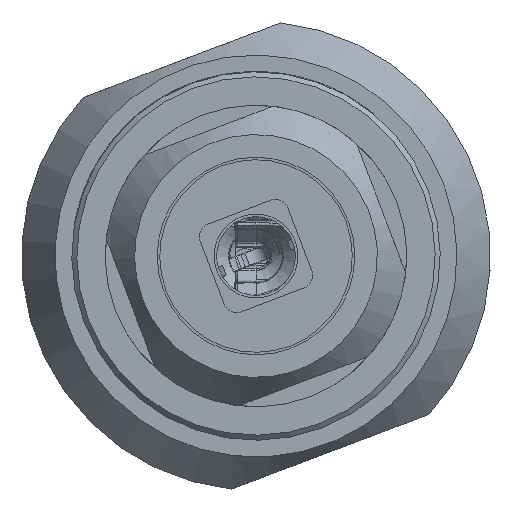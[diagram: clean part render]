
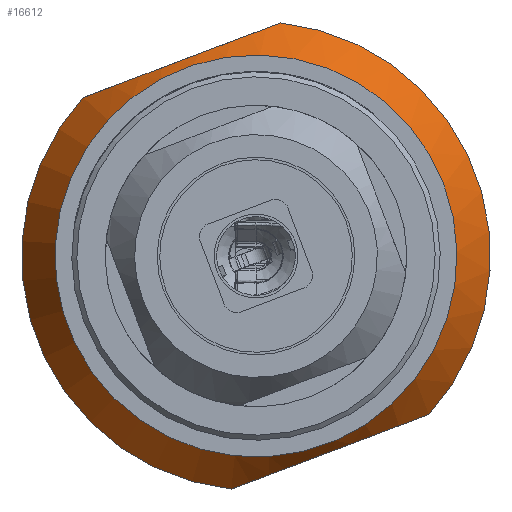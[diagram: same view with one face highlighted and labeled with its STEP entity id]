
A CAD part, front view. The second image highlights one B-rep face of the part: STEP entity #16612.
In plain terms, the highlighted conical face has half-angle 30 degrees and reference radius 14 mm.
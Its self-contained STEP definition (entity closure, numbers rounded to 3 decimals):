
#985 = EDGE_CURVE ( 'NONE', #61607, #35609, #39830, .T. ) ;
#1591 = CARTESIAN_POINT ( 'NONE',  ( -12.5, 14.132, -3.881 ) ) ;
#2020 = CARTESIAN_POINT ( 'NONE',  ( -12.5, 12.536, 6.305 ) ) ;
#3270 = CARTESIAN_POINT ( 'NONE',  ( -12.5, 14.8, -2.274 ) ) ;
#4197 = CARTESIAN_POINT ( 'NONE',  ( 0., 16., 0. ) ) ;
#4994 = CARTESIAN_POINT ( 'NONE',  ( 12.5, 13.229, -5.378 ) ) ;
#8779 = CARTESIAN_POINT ( 'NONE',  ( -12.5, 14.598, 2.844 ) ) ;
#11774 = CARTESIAN_POINT ( 'NONE',  ( 12.5, 13.224, 5.384 ) ) ;
#12178 = CARTESIAN_POINT ( 'NONE',  ( 12.5, 14.598, 2.844 ) ) ;
#12504 = FACE_OUTER_BOUND ( 'NONE', #15835, .T. ) ;
#12590 = CARTESIAN_POINT ( 'NONE',  ( 12.5, 15.135, -0.561 ) ) ;
#13039 = CIRCLE ( 'NONE', #50903, 14. ) ;
#13530 = ORIENTED_EDGE ( 'NONE', *, *, #985, .F. ) ;
#15835 = EDGE_LOOP ( 'NONE', ( #53727, #51976, #13530, #81115 ) ) ;
#15970 = CARTESIAN_POINT ( 'NONE',  ( -12.5, 12.889, 5.852 ) ) ;
#16612 = ADVANCED_FACE ( 'NONE', ( #12504, #58300 ), #20338, .T. ) ;
#17624 = CARTESIAN_POINT ( 'NONE',  ( 12.5, 12.536, -6.305 ) ) ;
#18510 = CARTESIAN_POINT ( 'NONE',  ( 12.5, 12.891, -5.85 ) ) ;
#18925 = CARTESIAN_POINT ( 'NONE',  ( 12.5, 14.8, -2.274 ) ) ;
#19150 = B_SPLINE_CURVE_WITH_KNOTS ( 'NONE', 3,
 ( #45243, #18510, #4994, #30856, #26149, #71138, #18925, #44404, #12590, #38891, #25321, #51572, #12178, #50751, #69889, #11774, #76599, #77868 ),
 .UNSPECIFIED., .F., .F.,
 ( 4, 2, 2, 2, 2, 2, 2, 2, 4 ),
 ( 0.023, 0.025, 0.027, 0.028, 0.03, 0.032, 0.034, 0.035, 0.037 ),
 .UNSPECIFIED. ) ;
#19505 = EDGE_CURVE ( 'NONE', #46938, #46938, #58668, .T. ) ;
#20338 = CONICAL_SURFACE ( 'NONE', #23063, 14., 0.524 ) ;
#23005 = EDGE_CURVE ( 'NONE', #35609, #41493, #13039, .T. ) ;
#23063 = AXIS2_PLACEMENT_3D ( 'NONE', #39636, #32439, #38370 ) ;
#25321 = CARTESIAN_POINT ( 'NONE',  ( 12.5, 15.062, 1.163 ) ) ;
#26149 = CARTESIAN_POINT ( 'NONE',  ( 12.5, 14.132, -3.881 ) ) ;
#27461 = CARTESIAN_POINT ( 'NONE',  ( -12.5, 15.062, 1.163 ) ) ;
#27536 = EDGE_CURVE ( 'NONE', #41493, #47445, #19150, .T. ) ;
#29132 = CARTESIAN_POINT ( 'NONE',  ( -12.5, 15.064, -1.148 ) ) ;
#29497 = CIRCLE ( 'NONE', #43034, 14. ) ;
#30856 = CARTESIAN_POINT ( 'NONE',  ( 12.5, 13.85, -4.392 ) ) ;
#32439 = DIRECTION ( 'NONE',  ( 0., -1., 0. ) ) ;
#33827 = CARTESIAN_POINT ( 'NONE',  ( -12.5, 12.536, -6.305 ) ) ;
#35278 = CARTESIAN_POINT ( 'NONE',  ( 0., 12.536, 0. ) ) ;
#35609 = VERTEX_POINT ( 'NONE', #40401 ) ;
#36023 = DIRECTION ( 'NONE',  ( 0., 1., 0. ) ) ;
#38370 = DIRECTION ( 'NONE',  ( 0., 0., -1. ) ) ;
#38891 = CARTESIAN_POINT ( 'NONE',  ( 12.5, 15.133, 0.591 ) ) ;
#39636 = CARTESIAN_POINT ( 'NONE',  ( 0., 12.536, 0. ) ) ;
#39830 = B_SPLINE_CURVE_WITH_KNOTS ( 'NONE', 3,
 ( #2020, #15970, #46962, #68140, #72830, #8779, #79597, #27461, #53736, #74471, #29132, #3270, #54141, #1591, #61325, #53304, #79173, #33827 ),
 .UNSPECIFIED., .F., .F.,
 ( 4, 2, 2, 2, 2, 2, 2, 2, 4 ),
 ( 0.007, 0.009, 0.01, 0.012, 0.014, 0.015, 0.017, 0.019, 0.021 ),
 .UNSPECIFIED. ) ;
#40401 = CARTESIAN_POINT ( 'NONE',  ( -12.5, 12.536, -6.305 ) ) ;
#41493 = VERTEX_POINT ( 'NONE', #17624 ) ;
#42452 = DIRECTION ( 'NONE',  ( 0., 0., 1. ) ) ;
#43034 = AXIS2_PLACEMENT_3D ( 'NONE', #35278, #75104, #42452 ) ;
#44404 = CARTESIAN_POINT ( 'NONE',  ( 12.5, 15.064, -1.148 ) ) ;
#45243 = CARTESIAN_POINT ( 'NONE',  ( 12.5, 12.536, -6.305 ) ) ;
#46358 = DIRECTION ( 'NONE',  ( 0., -1., 0. ) ) ;
#46938 = VERTEX_POINT ( 'NONE', #64768 ) ;
#46962 = CARTESIAN_POINT ( 'NONE',  ( -12.5, 13.224, 5.384 ) ) ;
#47445 = VERTEX_POINT ( 'NONE', #52567 ) ;
#48075 = EDGE_CURVE ( 'NONE', #47445, #61607, #29497, .T. ) ;
#50751 = CARTESIAN_POINT ( 'NONE',  ( 12.5, 14.125, 3.894 ) ) ;
#50903 = AXIS2_PLACEMENT_3D ( 'NONE', #51043, #46358, #72238 ) ;
#51043 = CARTESIAN_POINT ( 'NONE',  ( 0., 12.536, 0. ) ) ;
#51572 = CARTESIAN_POINT ( 'NONE',  ( 12.5, 14.793, 2.298 ) ) ;
#51976 = ORIENTED_EDGE ( 'NONE', *, *, #23005, .F. ) ;
#52567 = CARTESIAN_POINT ( 'NONE',  ( 12.5, 12.536, 6.305 ) ) ;
#53304 = CARTESIAN_POINT ( 'NONE',  ( -12.5, 13.229, -5.378 ) ) ;
#53727 = ORIENTED_EDGE ( 'NONE', *, *, #27536, .F. ) ;
#53736 = CARTESIAN_POINT ( 'NONE',  ( -12.5, 15.133, 0.591 ) ) ;
#54141 = CARTESIAN_POINT ( 'NONE',  ( -12.5, 14.608, -2.819 ) ) ;
#58300 = FACE_BOUND ( 'NONE', #76203, .T. ) ;
#58668 = CIRCLE ( 'NONE', #73548, 12. ) ;
#61325 = CARTESIAN_POINT ( 'NONE',  ( -12.5, 13.85, -4.392 ) ) ;
#61607 = VERTEX_POINT ( 'NONE', #61683 ) ;
#61683 = CARTESIAN_POINT ( 'NONE',  ( -12.5, 12.536, 6.305 ) ) ;
#64768 = CARTESIAN_POINT ( 'NONE',  ( 0., 16., 12. ) ) ;
#67818 = DIRECTION ( 'NONE',  ( 0., 0., 1. ) ) ;
#68140 = CARTESIAN_POINT ( 'NONE',  ( -12.5, 13.845, 4.401 ) ) ;
#69889 = CARTESIAN_POINT ( 'NONE',  ( 12.5, 13.845, 4.401 ) ) ;
#71138 = CARTESIAN_POINT ( 'NONE',  ( 12.5, 14.608, -2.819 ) ) ;
#72238 = DIRECTION ( 'NONE',  ( 0., 0., 1. ) ) ;
#72830 = CARTESIAN_POINT ( 'NONE',  ( -12.5, 14.125, 3.894 ) ) ;
#73548 = AXIS2_PLACEMENT_3D ( 'NONE', #4197, #36023, #67818 ) ;
#74471 = CARTESIAN_POINT ( 'NONE',  ( -12.5, 15.135, -0.561 ) ) ;
#75104 = DIRECTION ( 'NONE',  ( 0., -1., 0. ) ) ;
#76203 = EDGE_LOOP ( 'NONE', ( #80289 ) ) ;
#76599 = CARTESIAN_POINT ( 'NONE',  ( 12.5, 12.889, 5.852 ) ) ;
#77868 = CARTESIAN_POINT ( 'NONE',  ( 12.5, 12.536, 6.305 ) ) ;
#79173 = CARTESIAN_POINT ( 'NONE',  ( -12.5, 12.891, -5.85 ) ) ;
#79597 = CARTESIAN_POINT ( 'NONE',  ( -12.5, 14.793, 2.298 ) ) ;
#80289 = ORIENTED_EDGE ( 'NONE', *, *, #19505, .F. ) ;
#81115 = ORIENTED_EDGE ( 'NONE', *, *, #48075, .F. ) ;
